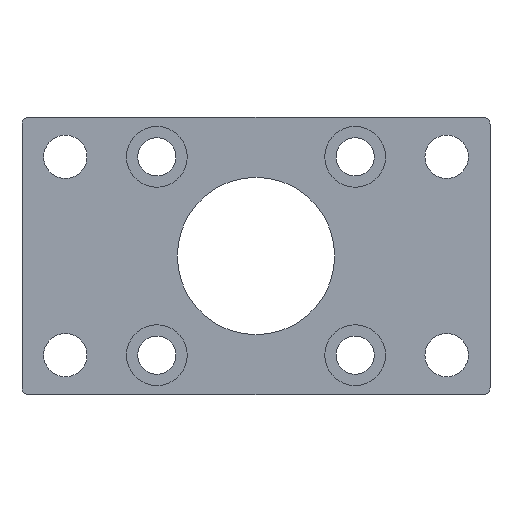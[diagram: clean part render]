
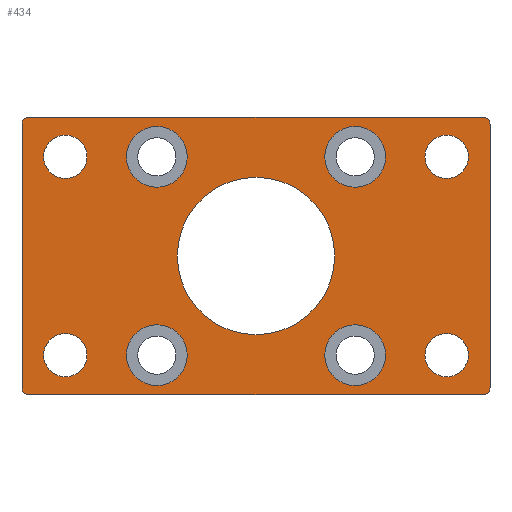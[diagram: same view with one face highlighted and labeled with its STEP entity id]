
A CAD part, front view. The second image highlights one B-rep face of the part: STEP entity #434.
In plain terms, the highlighted planar face has unit normal (0, -1, 0).
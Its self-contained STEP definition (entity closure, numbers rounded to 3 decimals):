
#50=CIRCLE('',#488,14.415);
#51=CIRCLE('',#489,5.556);
#52=CIRCLE('',#490,5.556);
#53=CIRCLE('',#491,5.556);
#54=CIRCLE('',#492,5.556);
#55=CIRCLE('',#493,3.969);
#56=CIRCLE('',#494,3.969);
#57=CIRCLE('',#495,3.969);
#58=CIRCLE('',#496,3.969);
#59=CIRCLE('',#497,1.27);
#60=CIRCLE('',#498,1.27);
#61=CIRCLE('',#499,1.27);
#62=CIRCLE('',#500,1.27);
#104=ORIENTED_EDGE('',*,*,#200,.T.);
#105=ORIENTED_EDGE('',*,*,#201,.T.);
#106=ORIENTED_EDGE('',*,*,#202,.T.);
#107=ORIENTED_EDGE('',*,*,#203,.T.);
#108=ORIENTED_EDGE('',*,*,#204,.T.);
#109=ORIENTED_EDGE('',*,*,#205,.F.);
#110=ORIENTED_EDGE('',*,*,#206,.F.);
#111=ORIENTED_EDGE('',*,*,#207,.F.);
#112=ORIENTED_EDGE('',*,*,#208,.F.);
#113=ORIENTED_EDGE('',*,*,#185,.T.);
#114=ORIENTED_EDGE('',*,*,#209,.T.);
#115=ORIENTED_EDGE('',*,*,#171,.T.);
#116=ORIENTED_EDGE('',*,*,#210,.T.);
#117=ORIENTED_EDGE('',*,*,#175,.T.);
#118=ORIENTED_EDGE('',*,*,#211,.T.);
#119=ORIENTED_EDGE('',*,*,#179,.T.);
#120=ORIENTED_EDGE('',*,*,#212,.T.);
#171=EDGE_CURVE('',#221,#222,#263,.T.);
#175=EDGE_CURVE('',#225,#226,#267,.T.);
#179=EDGE_CURVE('',#229,#230,#271,.T.);
#185=EDGE_CURVE('',#236,#235,#277,.T.);
#200=EDGE_CURVE('',#246,#246,#50,.T.);
#201=EDGE_CURVE('',#247,#247,#51,.T.);
#202=EDGE_CURVE('',#248,#248,#52,.T.);
#203=EDGE_CURVE('',#249,#249,#53,.T.);
#204=EDGE_CURVE('',#250,#250,#54,.T.);
#205=EDGE_CURVE('',#251,#251,#55,.T.);
#206=EDGE_CURVE('',#252,#252,#56,.T.);
#207=EDGE_CURVE('',#253,#253,#57,.T.);
#208=EDGE_CURVE('',#254,#254,#58,.T.);
#209=EDGE_CURVE('',#235,#221,#59,.T.);
#210=EDGE_CURVE('',#222,#225,#60,.T.);
#211=EDGE_CURVE('',#226,#229,#61,.T.);
#212=EDGE_CURVE('',#230,#236,#62,.T.);
#221=VERTEX_POINT('',#673);
#222=VERTEX_POINT('',#674);
#225=VERTEX_POINT('',#682);
#226=VERTEX_POINT('',#683);
#229=VERTEX_POINT('',#691);
#230=VERTEX_POINT('',#692);
#235=VERTEX_POINT('',#703);
#236=VERTEX_POINT('',#705);
#246=VERTEX_POINT('',#732);
#247=VERTEX_POINT('',#734);
#248=VERTEX_POINT('',#736);
#249=VERTEX_POINT('',#738);
#250=VERTEX_POINT('',#740);
#251=VERTEX_POINT('',#742);
#252=VERTEX_POINT('',#744);
#253=VERTEX_POINT('',#746);
#254=VERTEX_POINT('',#748);
#263=LINE('',#672,#279);
#267=LINE('',#681,#283);
#271=LINE('',#690,#287);
#277=LINE('',#704,#293);
#279=VECTOR('',#534,1000.);
#283=VECTOR('',#540,1000.);
#287=VECTOR('',#546,1000.);
#293=VECTOR('',#554,1000.);
#309=EDGE_LOOP('',(#104));
#310=EDGE_LOOP('',(#105));
#311=EDGE_LOOP('',(#106));
#312=EDGE_LOOP('',(#107));
#313=EDGE_LOOP('',(#108));
#314=EDGE_LOOP('',(#109));
#315=EDGE_LOOP('',(#110));
#316=EDGE_LOOP('',(#111));
#317=EDGE_LOOP('',(#112));
#318=EDGE_LOOP('',(#113,#114,#115,#116,#117,#118,#119,#120));
#371=FACE_BOUND('',#309,.T.);
#372=FACE_BOUND('',#310,.T.);
#373=FACE_BOUND('',#311,.T.);
#374=FACE_BOUND('',#312,.T.);
#375=FACE_BOUND('',#313,.T.);
#376=FACE_BOUND('',#314,.T.);
#377=FACE_BOUND('',#315,.T.);
#378=FACE_BOUND('',#316,.T.);
#379=FACE_BOUND('',#317,.T.);
#380=FACE_BOUND('',#318,.T.);
#424=PLANE('',#487);
#434=ADVANCED_FACE('',(#371,#372,#373,#374,#375,#376,#377,#378,#379,#380),
#424,.T.);
#487=AXIS2_PLACEMENT_3D('',#730,#584,#585);
#488=AXIS2_PLACEMENT_3D('',#731,#586,#587);
#489=AXIS2_PLACEMENT_3D('',#733,#588,#589);
#490=AXIS2_PLACEMENT_3D('',#735,#590,#591);
#491=AXIS2_PLACEMENT_3D('',#737,#592,#593);
#492=AXIS2_PLACEMENT_3D('',#739,#594,#595);
#493=AXIS2_PLACEMENT_3D('',#741,#596,#597);
#494=AXIS2_PLACEMENT_3D('',#743,#598,#599);
#495=AXIS2_PLACEMENT_3D('',#745,#600,#601);
#496=AXIS2_PLACEMENT_3D('',#747,#602,#603);
#497=AXIS2_PLACEMENT_3D('',#749,#604,#605);
#498=AXIS2_PLACEMENT_3D('',#750,#606,#607);
#499=AXIS2_PLACEMENT_3D('',#751,#608,#609);
#500=AXIS2_PLACEMENT_3D('',#752,#610,#611);
#534=DIRECTION('',(0.,0.,-1.));
#540=DIRECTION('',(1.,0.,0.));
#546=DIRECTION('',(0.,0.,1.));
#554=DIRECTION('',(-1.,0.,0.));
#584=DIRECTION('',(0.,-1.,0.));
#585=DIRECTION('',(0.,0.,-1.));
#586=DIRECTION('',(0.,1.,0.));
#587=DIRECTION('',(1.,0.,0.));
#588=DIRECTION('',(0.,1.,0.));
#589=DIRECTION('',(0.,0.,-1.));
#590=DIRECTION('',(0.,1.,0.));
#591=DIRECTION('',(0.,0.,-1.));
#592=DIRECTION('',(0.,1.,0.));
#593=DIRECTION('',(0.,0.,-1.));
#594=DIRECTION('',(0.,1.,0.));
#595=DIRECTION('',(0.,0.,-1.));
#596=DIRECTION('',(0.,-1.,0.));
#597=DIRECTION('',(1.,0.,0.));
#598=DIRECTION('',(0.,-1.,0.));
#599=DIRECTION('',(1.,0.,0.));
#600=DIRECTION('',(0.,-1.,0.));
#601=DIRECTION('',(1.,0.,0.));
#602=DIRECTION('',(0.,-1.,0.));
#603=DIRECTION('',(1.,0.,0.));
#604=DIRECTION('',(0.,-1.,0.));
#605=DIRECTION('',(0.,0.,-1.));
#606=DIRECTION('',(0.,-1.,0.));
#607=DIRECTION('',(0.,0.,-1.));
#608=DIRECTION('',(0.,-1.,0.));
#609=DIRECTION('',(0.,0.,-1.));
#610=DIRECTION('',(0.,-1.,0.));
#611=DIRECTION('',(0.,0.,-1.));
#672=CARTESIAN_POINT('',(-42.863,0.,25.4));
#673=CARTESIAN_POINT('',(-42.863,0.,24.13));
#674=CARTESIAN_POINT('',(-42.863,0.,-24.13));
#681=CARTESIAN_POINT('',(-42.863,0.,-25.4));
#682=CARTESIAN_POINT('',(-41.593,0.,-25.4));
#683=CARTESIAN_POINT('',(41.593,0.,-25.4));
#690=CARTESIAN_POINT('',(42.863,0.,-25.4));
#691=CARTESIAN_POINT('',(42.863,0.,-24.13));
#692=CARTESIAN_POINT('',(42.863,0.,24.13));
#703=CARTESIAN_POINT('',(-41.593,0.,25.4));
#704=CARTESIAN_POINT('',(42.863,0.,25.4));
#705=CARTESIAN_POINT('',(41.593,0.,25.4));
#730=CARTESIAN_POINT('',(0.,0.,0.));
#731=CARTESIAN_POINT('',(0.,0.,0.));
#732=CARTESIAN_POINT('',(14.415,0.,0.));
#733=CARTESIAN_POINT('',(-18.161,0.,-18.161));
#734=CARTESIAN_POINT('',(-18.161,0.,-23.717));
#735=CARTESIAN_POINT('',(18.161,0.,-18.161));
#736=CARTESIAN_POINT('',(18.161,0.,-23.717));
#737=CARTESIAN_POINT('',(18.161,0.,18.161));
#738=CARTESIAN_POINT('',(18.161,0.,12.605));
#739=CARTESIAN_POINT('',(-18.161,0.,18.161));
#740=CARTESIAN_POINT('',(-18.161,0.,12.605));
#741=CARTESIAN_POINT('',(-34.925,0.,18.161));
#742=CARTESIAN_POINT('',(-30.956,0.,18.161));
#743=CARTESIAN_POINT('',(-34.925,0.,-18.161));
#744=CARTESIAN_POINT('',(-30.956,0.,-18.161));
#745=CARTESIAN_POINT('',(34.925,0.,-18.161));
#746=CARTESIAN_POINT('',(38.894,0.,-18.161));
#747=CARTESIAN_POINT('',(34.925,0.,18.161));
#748=CARTESIAN_POINT('',(38.894,0.,18.161));
#749=CARTESIAN_POINT('',(-41.593,0.,24.13));
#750=CARTESIAN_POINT('',(-41.593,0.,-24.13));
#751=CARTESIAN_POINT('',(41.593,0.,-24.13));
#752=CARTESIAN_POINT('',(41.593,0.,24.13));
